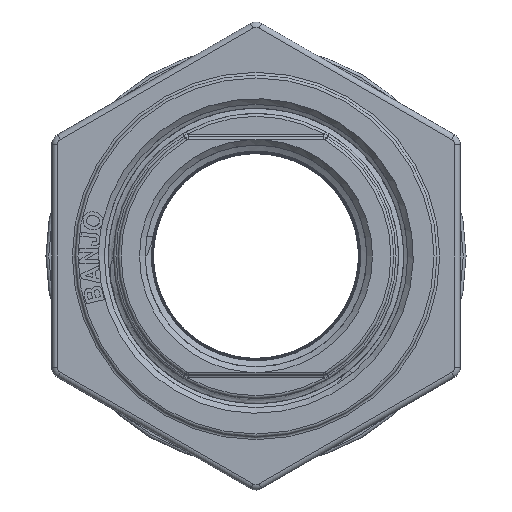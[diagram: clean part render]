
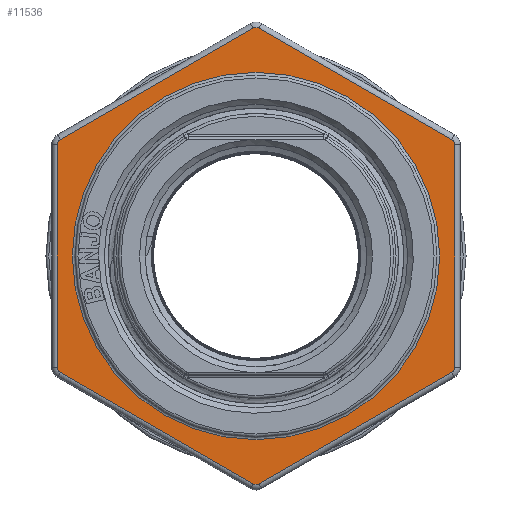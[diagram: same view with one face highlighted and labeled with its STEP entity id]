
A CAD part, left-side view. The second image highlights one B-rep face of the part: STEP entity #11536.
In plain terms, the highlighted face is planar.
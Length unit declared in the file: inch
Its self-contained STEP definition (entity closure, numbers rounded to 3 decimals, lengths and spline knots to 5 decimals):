
#11409=CARTESIAN_POINT('',(0.1875,1.9675,0.0));
#11410=VERTEX_POINT('',#11409);
#11411=CARTESIAN_POINT('',(0.1875,0.0,0.0));
#11412=DIRECTION('',(1.0,0.0,0.0));
#11413=DIRECTION('',(0.0,-1.0,0.0));
#11414=AXIS2_PLACEMENT_3D('',#11411,#11412,#11413);
#11415=CIRCLE('',#11414,1.9675);
#11416=EDGE_CURVE('',#11410,#11410,#11415,.T.);
#11424=CARTESIAN_POINT('',(0.1875,2.0625,0.0));
#11425=DIRECTION('',(1.0,0.0,0.0));
#11426=DIRECTION('',(0.0,0.0,-1.0));
#11427=AXIS2_PLACEMENT_3D('',#11424,#11425,#11426);
#11428=PLANE('',#11427);
#11429=CARTESIAN_POINT('',(0.1875,2.1275,-1.19078));
#11430=VERTEX_POINT('',#11429);
#11431=CARTESIAN_POINT('',(0.1875,2.095,-1.24708));
#11432=VERTEX_POINT('',#11431);
#11433=CARTESIAN_POINT('',(0.1875,2.0625,-1.19078));
#11434=DIRECTION('',(-1.0,0.0,0.0));
#11435=DIRECTION('',(0.0,0.866,-0.5));
#11436=AXIS2_PLACEMENT_3D('',#11433,#11434,#11435);
#11437=CIRCLE('',#11436,0.065);
#11438=EDGE_CURVE('',#11430,#11432,#11437,.T.);
#11439=ORIENTED_EDGE('',*,*,#11438,.F.);
#11440=CARTESIAN_POINT('',(0.1875,2.1275,1.19078));
#11441=VERTEX_POINT('',#11440);
#11442=CARTESIAN_POINT('',(0.1875,2.1275,1.19078));
#11443=DIRECTION('',(0.0,0.0,-1.0));
#11444=VECTOR('',#11443,2.38157);
#11445=LINE('',#11442,#11444);
#11446=EDGE_CURVE('',#11441,#11430,#11445,.T.);
#11447=ORIENTED_EDGE('',*,*,#11446,.F.);
#11448=CARTESIAN_POINT('',(0.1875,2.095,1.24708));
#11449=VERTEX_POINT('',#11448);
#11450=CARTESIAN_POINT('',(0.1875,2.0625,1.19078));
#11451=DIRECTION('',(-1.0,0.0,0.0));
#11452=DIRECTION('',(0.0,0.866,0.5));
#11453=AXIS2_PLACEMENT_3D('',#11450,#11451,#11452);
#11454=CIRCLE('',#11453,0.065);
#11455=EDGE_CURVE('',#11449,#11441,#11454,.T.);
#11456=ORIENTED_EDGE('',*,*,#11455,.F.);
#11457=CARTESIAN_POINT('',(0.1875,0.0325,2.43786));
#11458=VERTEX_POINT('',#11457);
#11459=CARTESIAN_POINT('',(0.1875,0.0325,2.43786));
#11460=DIRECTION('',(0.0,0.866,-0.5));
#11461=VECTOR('',#11460,2.38157);
#11462=LINE('',#11459,#11461);
#11463=EDGE_CURVE('',#11458,#11449,#11462,.T.);
#11464=ORIENTED_EDGE('',*,*,#11463,.F.);
#11465=CARTESIAN_POINT('',(0.1875,-0.0325,2.43786));
#11466=VERTEX_POINT('',#11465);
#11467=CARTESIAN_POINT('',(0.1875,0.,2.38157));
#11468=DIRECTION('',(-1.0,0.0,0.0));
#11469=DIRECTION('',(0.0,0.0,1.0));
#11470=AXIS2_PLACEMENT_3D('',#11467,#11468,#11469);
#11471=CIRCLE('',#11470,0.065);
#11472=EDGE_CURVE('',#11466,#11458,#11471,.T.);
#11473=ORIENTED_EDGE('',*,*,#11472,.F.);
#11474=CARTESIAN_POINT('',(0.1875,-2.095,1.24708));
#11475=VERTEX_POINT('',#11474);
#11476=CARTESIAN_POINT('',(0.1875,-2.095,1.24708));
#11477=DIRECTION('',(0.0,0.866,0.5));
#11478=VECTOR('',#11477,2.38157);
#11479=LINE('',#11476,#11478);
#11480=EDGE_CURVE('',#11475,#11466,#11479,.T.);
#11481=ORIENTED_EDGE('',*,*,#11480,.F.);
#11482=CARTESIAN_POINT('',(0.1875,-2.1275,1.19078));
#11483=VERTEX_POINT('',#11482);
#11484=CARTESIAN_POINT('',(0.1875,-2.0625,1.19078));
#11485=DIRECTION('',(-1.0,0.0,0.0));
#11486=DIRECTION('',(0.0,-0.866,0.5));
#11487=AXIS2_PLACEMENT_3D('',#11484,#11485,#11486);
#11488=CIRCLE('',#11487,0.065);
#11489=EDGE_CURVE('',#11483,#11475,#11488,.T.);
#11490=ORIENTED_EDGE('',*,*,#11489,.F.);
#11491=CARTESIAN_POINT('',(0.1875,-2.1275,-1.19078));
#11492=VERTEX_POINT('',#11491);
#11493=CARTESIAN_POINT('',(0.1875,-2.1275,-1.19078));
#11494=DIRECTION('',(0.0,0.0,1.0));
#11495=VECTOR('',#11494,2.38157);
#11496=LINE('',#11493,#11495);
#11497=EDGE_CURVE('',#11492,#11483,#11496,.T.);
#11498=ORIENTED_EDGE('',*,*,#11497,.F.);
#11499=CARTESIAN_POINT('',(0.1875,-2.095,-1.24708));
#11500=VERTEX_POINT('',#11499);
#11501=CARTESIAN_POINT('',(0.1875,-2.0625,-1.19078));
#11502=DIRECTION('',(-1.0,0.0,0.0));
#11503=DIRECTION('',(0.0,-0.866,-0.5));
#11504=AXIS2_PLACEMENT_3D('',#11501,#11502,#11503);
#11505=CIRCLE('',#11504,0.065);
#11506=EDGE_CURVE('',#11500,#11492,#11505,.T.);
#11507=ORIENTED_EDGE('',*,*,#11506,.F.);
#11508=CARTESIAN_POINT('',(0.1875,-0.0325,-2.43786));
#11509=VERTEX_POINT('',#11508);
#11510=CARTESIAN_POINT('',(0.1875,-0.0325,-2.43786));
#11511=DIRECTION('',(0.0,-0.866,0.5));
#11512=VECTOR('',#11511,2.38157);
#11513=LINE('',#11510,#11512);
#11514=EDGE_CURVE('',#11509,#11500,#11513,.T.);
#11515=ORIENTED_EDGE('',*,*,#11514,.F.);
#11516=CARTESIAN_POINT('',(0.1875,0.0325,-2.43786));
#11517=VERTEX_POINT('',#11516);
#11518=CARTESIAN_POINT('',(0.1875,0.,-2.38157));
#11519=DIRECTION('',(-1.0,0.0,0.0));
#11520=DIRECTION('',(0.0,0.0,-1.0));
#11521=AXIS2_PLACEMENT_3D('',#11518,#11519,#11520);
#11522=CIRCLE('',#11521,0.065);
#11523=EDGE_CURVE('',#11517,#11509,#11522,.T.);
#11524=ORIENTED_EDGE('',*,*,#11523,.F.);
#11525=CARTESIAN_POINT('',(0.1875,2.095,-1.24708));
#11526=DIRECTION('',(0.0,-0.866,-0.5));
#11527=VECTOR('',#11526,2.38157);
#11528=LINE('',#11525,#11527);
#11529=EDGE_CURVE('',#11432,#11517,#11528,.T.);
#11530=ORIENTED_EDGE('',*,*,#11529,.F.);
#11531=EDGE_LOOP('',(#11439,#11447,#11456,#11464,#11473,#11481,#11490,#11498,#11507,#11515,#11524,#11530));
#11532=FACE_OUTER_BOUND('',#11531,.T.);
#11533=ORIENTED_EDGE('',*,*,#11416,.F.);
#11534=EDGE_LOOP('',(#11533));
#11535=FACE_BOUND('',#11534,.T.);
#11536=ADVANCED_FACE('',(#11532,#11535),#11428,.T.);
